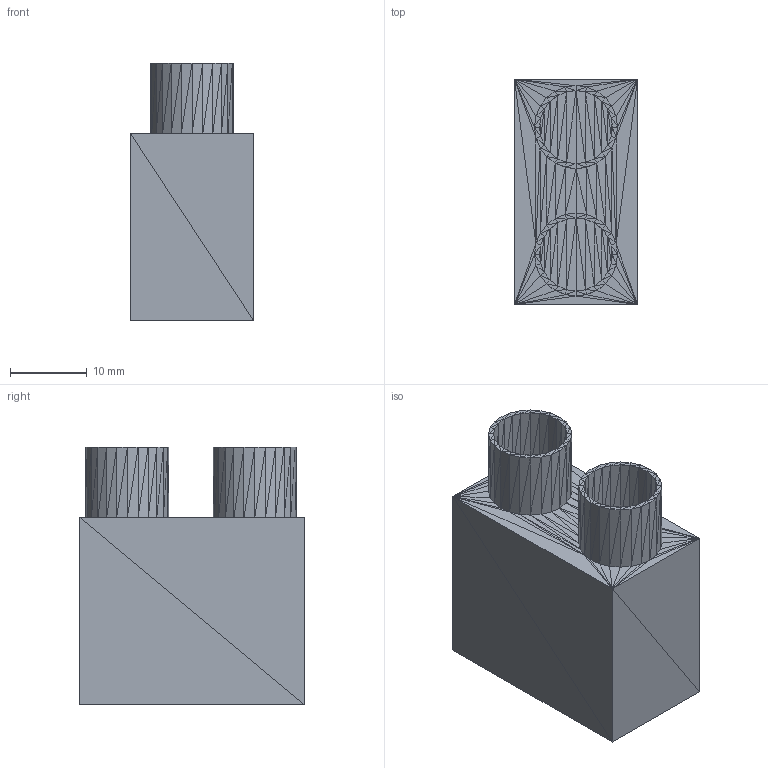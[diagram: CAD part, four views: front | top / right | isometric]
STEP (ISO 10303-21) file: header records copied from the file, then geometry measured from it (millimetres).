
FILE_DESCRIPTION(('CAx-IF Rec.Pracs.---Model Styling and Organization---1.5---2016-08-15','CAx-IF Rec.Pracs.---Geometric and Assembly Validation Properties---4.4---2016-08-17', 'CAx-IF Rec.Pracs.---User Defined Attributes---1.5---2016-08-15', 'CAx-IF Rec.Pracs.---External References---2.1---2005-01-19'),'2;1' );
FILE_NAME('Double-Jack.stp','2018-05-06T06:29:19',('Unspecified'),( 'Unspecified'),'CAD Exchanger 3.4.2 (cadexchanger.com)', 'Unspecified','');
FILE_SCHEMA(('AUTOMOTIVE_DESIGN { 1 0 10303 214 1 1 1 1 }'));
Length unit declared in the file: millimetre
Bounding box: 16 x 29.3 x 33.5 mm (x, y, z)
Surface area: 4305.6 mm2 (no closed solid volume)
Topology: 0 solids, 396 shells, 396 faces, 1188 edges, 1188 vertices
Faces by surface type: plane 396
Entity records: 4370 total; most frequent: CARTESIAN_POINT 1584, DIRECTION 792, FACE_SURFACE 396, PLANE 396, AXIS2_PLACEMENT_3D 396, FACE_OUTER_BOUND 396, POLY_LOOP 396, APPLICATION_PROTOCOL_DEFINITION 1
